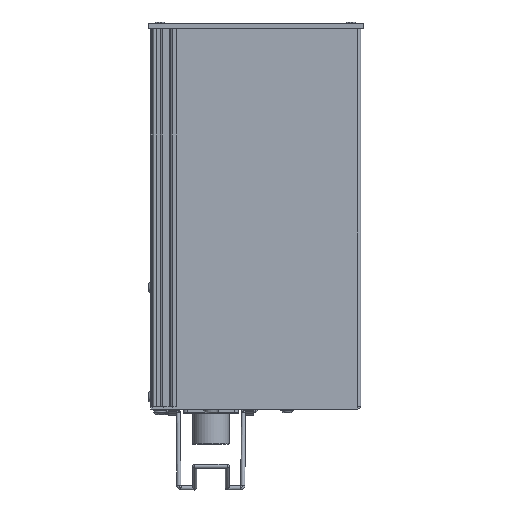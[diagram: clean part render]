
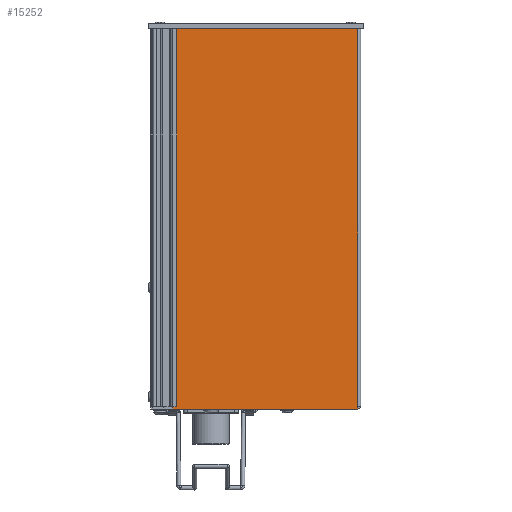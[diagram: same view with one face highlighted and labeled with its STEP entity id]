
A CAD part, front view. The second image highlights one B-rep face of the part: STEP entity #15252.
In plain terms, the highlighted planar face has unit normal (0, -1, 0).
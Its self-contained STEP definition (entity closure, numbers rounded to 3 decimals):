
#348=CARTESIAN_POINT('',(9.8,-54.6,92.95));
#349=VERTEX_POINT('',#348);
#356=CARTESIAN_POINT('',(9.8,-54.6,93.05));
#357=VERTEX_POINT('',#356);
#358=CARTESIAN_POINT('',(9.8,-54.6,92.95));
#359=DIRECTION('',(0.0,0.0,1.0));
#360=VECTOR('',#359,0.1);
#361=LINE('',#358,#360);
#362=EDGE_CURVE('',#349,#357,#361,.T.);
#2069=CARTESIAN_POINT('',(101.04,-54.6,-94.45));
#2070=VERTEX_POINT('',#2069);
#2077=CARTESIAN_POINT('',(9.8,-54.6,-94.45));
#2078=VERTEX_POINT('',#2077);
#2079=CARTESIAN_POINT('',(101.04,-54.6,-94.45));
#2080=DIRECTION('',(-1.0,0.0,0.));
#2081=VECTOR('',#2080,91.24);
#2082=LINE('',#2079,#2081);
#2083=EDGE_CURVE('',#2070,#2078,#2082,.T.);
#2841=CARTESIAN_POINT('',(11.6,-54.6,92.95));
#2842=VERTEX_POINT('',#2841);
#2849=CARTESIAN_POINT('',(9.8,-54.6,92.95));
#2850=DIRECTION('',(1.0,0.0,0.0));
#2851=VECTOR('',#2850,1.8);
#2852=LINE('',#2849,#2851);
#2853=EDGE_CURVE('',#349,#2842,#2852,.T.);
#3075=CARTESIAN_POINT('',(101.04,-54.6,93.05));
#3076=VERTEX_POINT('',#3075);
#3077=CARTESIAN_POINT('',(9.8,-54.6,93.05));
#3078=DIRECTION('',(1.0,0.0,0.0));
#3079=VECTOR('',#3078,91.24);
#3080=LINE('',#3077,#3079);
#3081=EDGE_CURVE('',#357,#3076,#3080,.T.);
#14983=CARTESIAN_POINT('',(11.6,-54.6,-93.25));
#14984=VERTEX_POINT('',#14983);
#14991=CARTESIAN_POINT('',(11.6,-54.6,92.95));
#14992=DIRECTION('',(0.0,0.0,-1.0));
#14993=VECTOR('',#14992,186.2);
#14994=LINE('',#14991,#14993);
#14995=EDGE_CURVE('',#2842,#14984,#14994,.T.);
#15055=CARTESIAN_POINT('',(9.8,-54.6,-93.25));
#15056=VERTEX_POINT('',#15055);
#15057=CARTESIAN_POINT('',(11.6,-54.6,-93.25));
#15058=DIRECTION('',(-1.0,0.0,0.));
#15059=VECTOR('',#15058,1.8);
#15060=LINE('',#15057,#15059);
#15061=EDGE_CURVE('',#14984,#15056,#15060,.T.);
#15219=CARTESIAN_POINT('',(101.04,-54.6,-94.45));
#15220=DIRECTION('',(0.0,1.0,0.0));
#15221=DIRECTION('',(0.0,0.0,1.0));
#15222=AXIS2_PLACEMENT_3D('',#15219,#15220,#15221);
#15223=PLANE('',#15222);
#15224=CARTESIAN_POINT('',(9.8,-54.6,-93.25));
#15225=DIRECTION('',(0.0,0.0,-1.0));
#15226=VECTOR('',#15225,1.2);
#15227=LINE('',#15224,#15226);
#15228=EDGE_CURVE('',#15056,#2078,#15227,.T.);
#15229=ORIENTED_EDGE('',*,*,#15228,.T.);
#15230=ORIENTED_EDGE('',*,*,#2083,.F.);
#15231=CARTESIAN_POINT('',(101.04,-54.6,-93.15));
#15232=VERTEX_POINT('',#15231);
#15233=CARTESIAN_POINT('',(101.04,-54.6,-94.45));
#15234=DIRECTION('',(0.0,0.0,1.0));
#15235=VECTOR('',#15234,1.3);
#15236=LINE('',#15233,#15235);
#15237=EDGE_CURVE('',#2070,#15232,#15236,.T.);
#15238=ORIENTED_EDGE('',*,*,#15237,.T.);
#15239=CARTESIAN_POINT('',(101.04,-54.6,-93.15));
#15240=DIRECTION('',(0.0,0.0,1.0));
#15241=VECTOR('',#15240,186.2);
#15242=LINE('',#15239,#15241);
#15243=EDGE_CURVE('',#15232,#3076,#15242,.T.);
#15244=ORIENTED_EDGE('',*,*,#15243,.T.);
#15245=ORIENTED_EDGE('',*,*,#3081,.F.);
#15246=ORIENTED_EDGE('',*,*,#362,.F.);
#15247=ORIENTED_EDGE('',*,*,#2853,.T.);
#15248=ORIENTED_EDGE('',*,*,#14995,.T.);
#15249=ORIENTED_EDGE('',*,*,#15061,.T.);
#15250=EDGE_LOOP('',(#15229,#15230,#15238,#15244,#15245,#15246,#15247,#15248,#15249));
#15251=FACE_OUTER_BOUND('',#15250,.T.);
#15252=ADVANCED_FACE('',(#15251),#15223,.F.);
